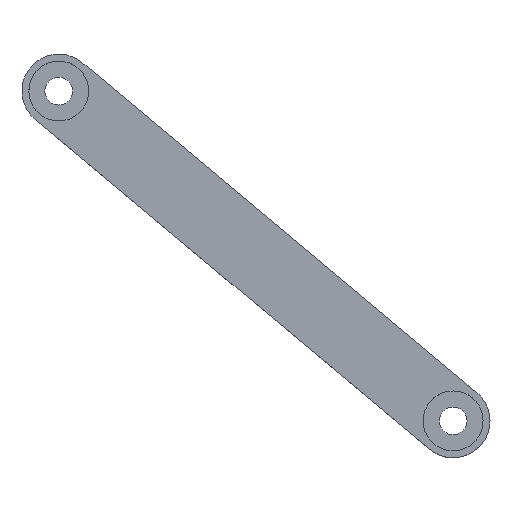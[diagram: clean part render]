
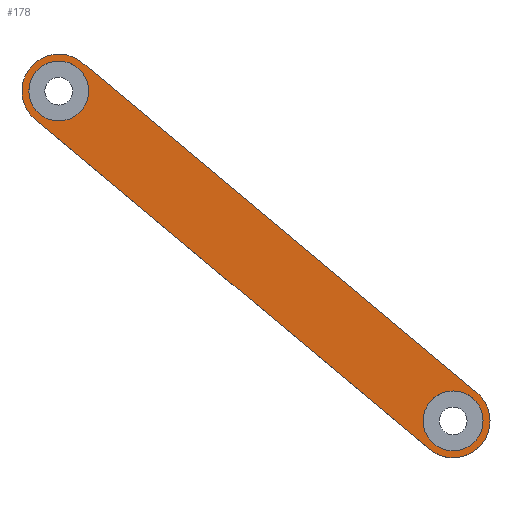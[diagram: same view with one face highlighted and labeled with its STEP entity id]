
A CAD part, top view. The second image highlights one B-rep face of the part: STEP entity #178.
In plain terms, the highlighted planar face has unit normal (0, 0, 1).
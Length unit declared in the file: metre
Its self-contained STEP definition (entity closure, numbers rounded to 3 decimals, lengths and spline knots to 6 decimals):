
#13=CIRCLE('',#200,0.0053);
#14=CIRCLE('',#203,0.0043);
#17=CIRCLE('',#207,0.0053);
#18=CIRCLE('',#209,0.0043);
#50=ORIENTED_EDGE('',*,*,#73,.F.);
#51=ORIENTED_EDGE('',*,*,#83,.F.);
#52=ORIENTED_EDGE('',*,*,#79,.T.);
#53=ORIENTED_EDGE('',*,*,#76,.F.);
#54=ORIENTED_EDGE('',*,*,#80,.T.);
#55=ORIENTED_EDGE('',*,*,#84,.T.);
#73=EDGE_CURVE('',#93,#90,#109,.T.);
#76=EDGE_CURVE('',#90,#94,#13,.T.);
#79=EDGE_CURVE('',#96,#94,#113,.T.);
#80=EDGE_CURVE('',#98,#98,#14,.T.);
#83=EDGE_CURVE('',#96,#93,#17,.T.);
#84=EDGE_CURVE('',#100,#100,#18,.T.);
#90=VERTEX_POINT('',#282);
#93=VERTEX_POINT('',#287);
#94=VERTEX_POINT('',#291);
#96=VERTEX_POINT('',#297);
#98=VERTEX_POINT('',#303);
#100=VERTEX_POINT('',#311);
#109=LINE('',#288,#117);
#113=LINE('',#300,#121);
#117=VECTOR('',#228,1.);
#121=VECTOR('',#240,1.);
#130=EDGE_LOOP('',(#50,#51,#52,#53));
#131=EDGE_LOOP('',(#54));
#132=EDGE_LOOP('',(#55));
#152=FACE_BOUND('',#130,.T.);
#153=FACE_BOUND('',#131,.T.);
#154=FACE_BOUND('',#132,.T.);
#168=PLANE('',#211);
#178=ADVANCED_FACE('',(#152,#153,#154),#168,.F.);
#200=AXIS2_PLACEMENT_3D('',#294,#234,#235);
#203=AXIS2_PLACEMENT_3D('',#302,#243,#244);
#207=AXIS2_PLACEMENT_3D('',#308,#251,#252);
#209=AXIS2_PLACEMENT_3D('',#310,#255,#256);
#211=AXIS2_PLACEMENT_3D('',#314,#259,#260);
#228=DIRECTION('',(0.767,-0.642,0.));
#234=DIRECTION('',(0.,0.,-1.));
#235=DIRECTION('',(-1.,0.,0.));
#240=DIRECTION('',(0.767,-0.642,0.));
#243=DIRECTION('',(0.,0.,-1.));
#244=DIRECTION('',(-1.,0.,0.));
#251=DIRECTION('',(0.,0.,-1.));
#252=DIRECTION('',(-1.,0.,0.));
#255=DIRECTION('',(0.,0.,-1.));
#256=DIRECTION('',(-1.,0.,0.));
#259=DIRECTION('',(0.,0.,-1.));
#260=DIRECTION('',(1.,0.,0.));
#282=CARTESIAN_POINT('',(0.036989,0.004642,-0.0065));
#287=CARTESIAN_POINT('',(-0.019572,0.051954,-0.0065));
#288=CARTESIAN_POINT('',(0.008708,0.028298,-0.0065));
#291=CARTESIAN_POINT('',(0.030188,-0.003488,-0.0065));
#294=CARTESIAN_POINT('',(0.033589,0.000577,-0.0065));
#297=CARTESIAN_POINT('',(-0.026241,0.043722,-0.0065));
#300=CARTESIAN_POINT('',(0.001973,0.020117,-0.0065));
#302=CARTESIAN_POINT('',(-0.023051,0.047955,-0.0065));
#303=CARTESIAN_POINT('',(-0.027351,0.047955,-0.0065));
#308=CARTESIAN_POINT('',(-0.023051,0.047955,-0.0065));
#310=CARTESIAN_POINT('',(0.033589,0.000577,-0.0065));
#311=CARTESIAN_POINT('',(0.029289,0.000577,-0.0065));
#314=CARTESIAN_POINT('',(0.005269,0.024266,-0.0065));
